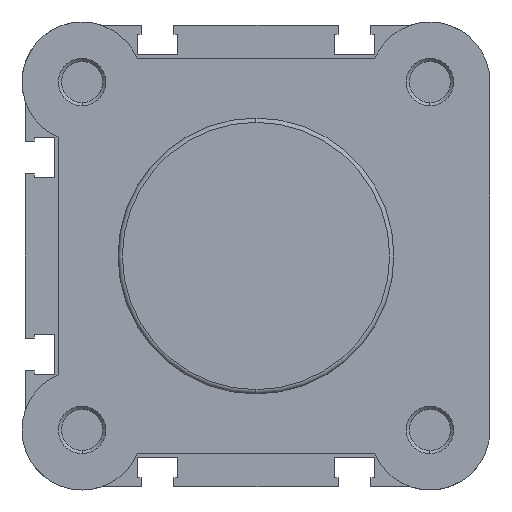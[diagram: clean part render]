
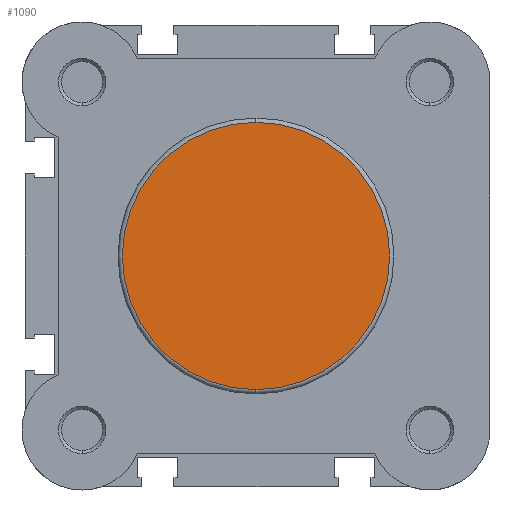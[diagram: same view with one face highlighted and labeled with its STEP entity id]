
A CAD part, left-side view. The second image highlights one B-rep face of the part: STEP entity #1090.
In plain terms, the highlighted planar face has unit normal (-1, 0, 0).
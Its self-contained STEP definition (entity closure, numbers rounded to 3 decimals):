
#598 = EDGE_CURVE ( 'NONE', #2971, #2972, #4290, .T. ) ;
#654 = EDGE_CURVE ( 'NONE', #2972, #2971, #4419, .T. ) ;
#823 = AXIS2_PLACEMENT_3D ( 'NONE', #3465, #3466, #3467 ) ;
#853 = AXIS2_PLACEMENT_3D ( 'NONE', #3602, #3609, #3610 ) ;
#989 = AXIS2_PLACEMENT_3D ( 'NONE', #4130, #4139, #4140 ) ;
#1090 = ADVANCED_FACE ( 'NONE', ( #5114 ), #4064, .F. ) ;
#1500 = ORIENTED_EDGE ( 'NONE', *, *, #654, .T. ) ;
#1501 = ORIENTED_EDGE ( 'NONE', *, *, #598, .T. ) ;
#1830 = EDGE_LOOP ( 'NONE', ( #1500, #1501 ) ) ;
#2971 = VERTEX_POINT ( 'NONE', #5211 ) ;
#2972 = VERTEX_POINT ( 'NONE', #5212 ) ;
#3465 = CARTESIAN_POINT ( 'NONE',  ( 0., 0., 0. ) ) ;
#3466 = DIRECTION ( 'NONE',  ( -1., 0., 0. ) ) ;
#3467 = DIRECTION ( 'NONE',  ( 0., 0., -1. ) ) ;
#3602 = CARTESIAN_POINT ( 'NONE',  ( 0., 0., 0. ) ) ;
#3609 = DIRECTION ( 'NONE',  ( -1., 0., 0. ) ) ;
#3610 = DIRECTION ( 'NONE',  ( 0., 0., -1. ) ) ;
#4064 = PLANE ( 'NONE',  #989 ) ;
#4130 = CARTESIAN_POINT ( 'NONE',  ( 0., 22.4, 0. ) ) ;
#4139 = DIRECTION ( 'NONE',  ( 1., 0., 0. ) ) ;
#4140 = DIRECTION ( 'NONE',  ( 0., 0., -1. ) ) ;
#4290 = CIRCLE ( 'NONE', #823, 21.7 ) ;
#4419 = CIRCLE ( 'NONE', #853, 21.7 ) ;
#5114 = FACE_OUTER_BOUND ( 'NONE', #1830, .T. ) ;
#5211 = CARTESIAN_POINT ( 'NONE',  ( 0., 0., 21.7 ) ) ;
#5212 = CARTESIAN_POINT ( 'NONE',  ( 0., 0., -21.7 ) ) ;
